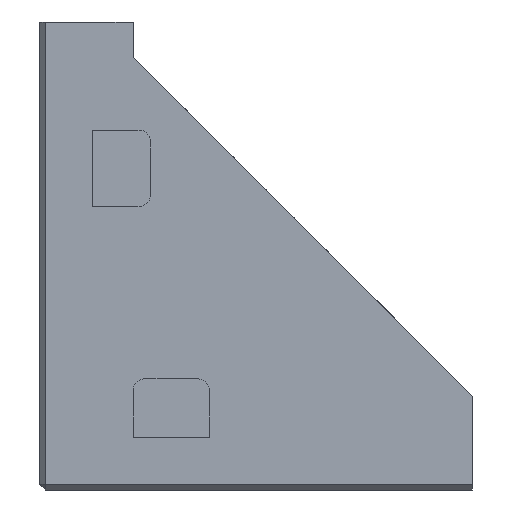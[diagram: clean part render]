
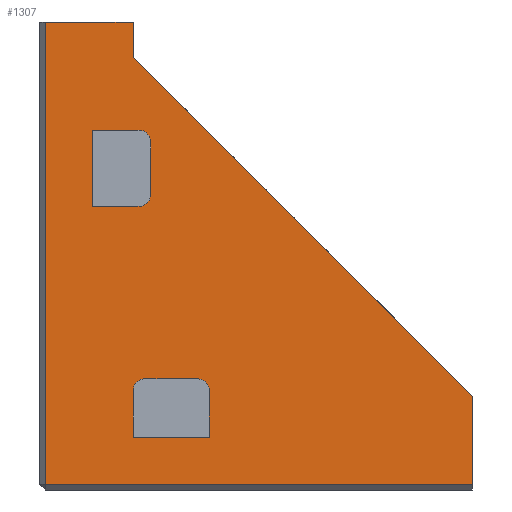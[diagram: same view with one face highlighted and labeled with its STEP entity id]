
A CAD part, front view. The second image highlights one B-rep face of the part: STEP entity #1307.
In plain terms, the highlighted planar face has unit normal (0, -1, 0).
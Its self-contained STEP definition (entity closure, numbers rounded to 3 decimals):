
#12 = LINE ( 'NONE', #584, #1968 ) ;
#83 = VERTEX_POINT ( 'NONE', #98 ) ;
#98 = CARTESIAN_POINT ( 'NONE',  ( -10.5, 0., 18.5 ) ) ;
#157 = CARTESIAN_POINT ( 'NONE',  ( -4., 0., -10. ) ) ;
#165 = DIRECTION ( 'NONE',  ( 1., 0., 0. ) ) ;
#184 = DIRECTION ( 'NONE',  ( 0., 1., 0. ) ) ;
#197 = DIRECTION ( 'NONE',  ( 0., 0., 1. ) ) ;
#201 = DIRECTION ( 'NONE',  ( 0., 0., 1. ) ) ;
#224 = EDGE_CURVE ( 'NONE', #2573, #2139, #2635, .T. ) ;
#232 = DIRECTION ( 'NONE',  ( -1., 0., 0. ) ) ;
#253 = CARTESIAN_POINT ( 'NONE',  ( -5., 0., -9. ) ) ;
#260 = EDGE_CURVE ( 'NONE', #1942, #3080, #1860, .T. ) ;
#263 = DIRECTION ( 'NONE',  ( 0., 0., 1. ) ) ;
#272 = DIRECTION ( 'NONE',  ( 0., 0., 1. ) ) ;
#282 = EDGE_CURVE ( 'NONE', #1618, #1211, #384, .T. ) ;
#310 = CARTESIAN_POINT ( 'NONE',  ( -18.5, 0., -18. ) ) ;
#335 = VERTEX_POINT ( 'NONE', #2465 ) ;
#366 = LINE ( 'NONE', #2072, #1738 ) ;
#381 = EDGE_LOOP ( 'NONE', ( #1645, #1359, #1819, #720, #1006, #3380 ) ) ;
#384 = LINE ( 'NONE', #2745, #950 ) ;
#395 = VERTEX_POINT ( 'NONE', #1188 ) ;
#410 = AXIS2_PLACEMENT_3D ( 'NONE', #441, #1994, #197 ) ;
#441 = CARTESIAN_POINT ( 'NONE',  ( -9.5, 0., -10. ) ) ;
#572 = LINE ( 'NONE', #2963, #1247 ) ;
#576 = AXIS2_PLACEMENT_3D ( 'NONE', #872, #3016, #3269 ) ;
#582 = VECTOR ( 'NONE', #1711, 1000. ) ;
#584 = CARTESIAN_POINT ( 'NONE',  ( -8.75, 0., -14. ) ) ;
#595 = ORIENTED_EDGE ( 'NONE', *, *, #1764, .F. ) ;
#597 = DIRECTION ( 'NONE',  ( 0., 0., 1. ) ) ;
#662 = CARTESIAN_POINT ( 'NONE',  ( -10.5, 0., -10. ) ) ;
#668 = VERTEX_POINT ( 'NONE', #2856 ) ;
#690 = EDGE_CURVE ( 'NONE', #1922, #741, #3478, .T. ) ;
#700 = CARTESIAN_POINT ( 'NONE',  ( 18.5, 0., -18. ) ) ;
#703 = EDGE_CURVE ( 'NONE', #741, #2573, #2703, .T. ) ;
#720 = ORIENTED_EDGE ( 'NONE', *, *, #2459, .T. ) ;
#736 = VERTEX_POINT ( 'NONE', #2564 ) ;
#741 = VERTEX_POINT ( 'NONE', #253 ) ;
#808 = FACE_BOUND ( 'NONE', #381, .T. ) ;
#818 = AXIS2_PLACEMENT_3D ( 'NONE', #3528, #184, #201 ) ;
#823 = DIRECTION ( 'NONE',  ( 1., 0., 0. ) ) ;
#829 = ORIENTED_EDGE ( 'NONE', *, *, #260, .F. ) ;
#838 = ORIENTED_EDGE ( 'NONE', *, *, #2586, .T. ) ;
#872 = CARTESIAN_POINT ( 'NONE',  ( -5., 0., -10. ) ) ;
#886 = VERTEX_POINT ( 'NONE', #662 ) ;
#888 = FACE_OUTER_BOUND ( 'NONE', #1400, .T. ) ;
#950 = VECTOR ( 'NONE', #263, 1000. ) ;
#964 = CARTESIAN_POINT ( 'NONE',  ( -18., 0., 18.5 ) ) ;
#978 = FACE_BOUND ( 'NONE', #1458, .T. ) ;
#1006 = ORIENTED_EDGE ( 'NONE', *, *, #3101, .T. ) ;
#1016 = VECTOR ( 'NONE', #1375, 1000. ) ;
#1131 = VERTEX_POINT ( 'NONE', #2834 ) ;
#1163 = EDGE_CURVE ( 'NONE', #1870, #886, #2813, .T. ) ;
#1175 = ORIENTED_EDGE ( 'NONE', *, *, #703, .T. ) ;
#1188 = CARTESIAN_POINT ( 'NONE',  ( -18., 0., -18. ) ) ;
#1211 = VERTEX_POINT ( 'NONE', #2513 ) ;
#1247 = VECTOR ( 'NONE', #1254, 1000. ) ;
#1254 = DIRECTION ( 'NONE',  ( -1., 0., 0. ) ) ;
#1273 = LINE ( 'NONE', #310, #1797 ) ;
#1289 = VECTOR ( 'NONE', #3523, 1000. ) ;
#1307 = ADVANCED_FACE ( 'NONE', ( #808, #978, #888 ), #1331, .T. ) ;
#1331 = PLANE ( 'NONE',  #2007 ) ;
#1359 = ORIENTED_EDGE ( 'NONE', *, *, #2440, .T. ) ;
#1375 = DIRECTION ( 'NONE',  ( 0., 0., -1. ) ) ;
#1400 = EDGE_LOOP ( 'NONE', ( #595, #838, #2823, #1988, #829, #3525 ) ) ;
#1405 = LINE ( 'NONE', #3564, #1951 ) ;
#1407 = EDGE_CURVE ( 'NONE', #2311, #1131, #366, .T. ) ;
#1419 = CARTESIAN_POINT ( 'NONE',  ( -4., 0., -14. ) ) ;
#1458 = EDGE_LOOP ( 'NONE', ( #1175, #3110, #2660, #1609, #1850, #2169 ) ) ;
#1476 = CARTESIAN_POINT ( 'NONE',  ( 0., 0., 0. ) ) ;
#1497 = DIRECTION ( 'NONE',  ( 0., 0., 1. ) ) ;
#1501 = EDGE_CURVE ( 'NONE', #395, #1942, #3510, .T. ) ;
#1555 = AXIS2_PLACEMENT_3D ( 'NONE', #3512, #3521, #597 ) ;
#1557 = CARTESIAN_POINT ( 'NONE',  ( -18., 0., 21.5 ) ) ;
#1609 = ORIENTED_EDGE ( 'NONE', *, *, #1163, .T. ) ;
#1612 = DIRECTION ( 'NONE',  ( 0., -1., 0. ) ) ;
#1618 = VERTEX_POINT ( 'NONE', #2445 ) ;
#1633 = DIRECTION ( 'NONE',  ( 0., 0., -1. ) ) ;
#1645 = ORIENTED_EDGE ( 'NONE', *, *, #2729, .T. ) ;
#1711 = DIRECTION ( 'NONE',  ( 0., 0., 1. ) ) ;
#1738 = VECTOR ( 'NONE', #3198, 1000. ) ;
#1764 = EDGE_CURVE ( 'NONE', #3374, #395, #1273, .T. ) ;
#1797 = VECTOR ( 'NONE', #232, 1000. ) ;
#1819 = ORIENTED_EDGE ( 'NONE', *, *, #282, .T. ) ;
#1848 = LINE ( 'NONE', #3072, #2543 ) ;
#1850 = ORIENTED_EDGE ( 'NONE', *, *, #2989, .T. ) ;
#1860 = LINE ( 'NONE', #2705, #2464 ) ;
#1870 = VERTEX_POINT ( 'NONE', #2634 ) ;
#1877 = CARTESIAN_POINT ( 'NONE',  ( -10.5, 0., 21.5 ) ) ;
#1922 = VERTEX_POINT ( 'NONE', #3473 ) ;
#1942 = VERTEX_POINT ( 'NONE', #1557 ) ;
#1951 = VECTOR ( 'NONE', #823, 1000. ) ;
#1968 = VECTOR ( 'NONE', #3081, 1000. ) ;
#1986 = CARTESIAN_POINT ( 'NONE',  ( -10.5, 0., -14. ) ) ;
#1988 = ORIENTED_EDGE ( 'NONE', *, *, #2486, .F. ) ;
#1994 = DIRECTION ( 'NONE',  ( 0., 1., 0. ) ) ;
#2007 = AXIS2_PLACEMENT_3D ( 'NONE', #1476, #1612, #1497 ) ;
#2059 = CARTESIAN_POINT ( 'NONE',  ( -10.5, 0., 21.5 ) ) ;
#2072 = CARTESIAN_POINT ( 'NONE',  ( -9., 0., 7.4 ) ) ;
#2139 = VERTEX_POINT ( 'NONE', #1419 ) ;
#2169 = ORIENTED_EDGE ( 'NONE', *, *, #690, .T. ) ;
#2199 = EDGE_CURVE ( 'NONE', #83, #335, #1848, .T. ) ;
#2212 = CARTESIAN_POINT ( 'NONE',  ( 18.5, 0., -18.5 ) ) ;
#2311 = VERTEX_POINT ( 'NONE', #2421 ) ;
#2385 = EDGE_CURVE ( 'NONE', #2139, #1870, #12, .T. ) ;
#2421 = CARTESIAN_POINT ( 'NONE',  ( -9., 0., 11.25 ) ) ;
#2440 = EDGE_CURVE ( 'NONE', #736, #1618, #572, .T. ) ;
#2445 = CARTESIAN_POINT ( 'NONE',  ( -14., 0., 5.75 ) ) ;
#2459 = EDGE_CURVE ( 'NONE', #1211, #668, #1405, .T. ) ;
#2464 = VECTOR ( 'NONE', #165, 1000. ) ;
#2465 = CARTESIAN_POINT ( 'NONE',  ( 18.5, 0., -10.5 ) ) ;
#2486 = EDGE_CURVE ( 'NONE', #3080, #83, #2651, .T. ) ;
#2513 = CARTESIAN_POINT ( 'NONE',  ( -14., 0., 12.25 ) ) ;
#2529 = VECTOR ( 'NONE', #272, 1000. ) ;
#2543 = VECTOR ( 'NONE', #2741, 1000. ) ;
#2564 = CARTESIAN_POINT ( 'NONE',  ( -10., 0., 5.75 ) ) ;
#2573 = VERTEX_POINT ( 'NONE', #157 ) ;
#2586 = EDGE_CURVE ( 'NONE', #3374, #335, #2897, .T. ) ;
#2605 = CIRCLE ( 'NONE', #410, 1. ) ;
#2615 = CARTESIAN_POINT ( 'NONE',  ( -5.65, 0., -9. ) ) ;
#2634 = CARTESIAN_POINT ( 'NONE',  ( -10.5, 0., -14. ) ) ;
#2635 = LINE ( 'NONE', #3158, #3288 ) ;
#2651 = LINE ( 'NONE', #1877, #1016 ) ;
#2660 = ORIENTED_EDGE ( 'NONE', *, *, #2385, .T. ) ;
#2703 = CIRCLE ( 'NONE', #576, 1. ) ;
#2705 = CARTESIAN_POINT ( 'NONE',  ( 0., 0., 21.5 ) ) ;
#2728 = VECTOR ( 'NONE', #2830, 1000. ) ;
#2729 = EDGE_CURVE ( 'NONE', #1131, #736, #3163, .T. ) ;
#2741 = DIRECTION ( 'NONE',  ( 0.707, 0., -0.707 ) ) ;
#2745 = CARTESIAN_POINT ( 'NONE',  ( -14., 0., 10.5 ) ) ;
#2813 = LINE ( 'NONE', #1986, #582 ) ;
#2823 = ORIENTED_EDGE ( 'NONE', *, *, #2199, .F. ) ;
#2830 = DIRECTION ( 'NONE',  ( 0., 0., 1. ) ) ;
#2834 = CARTESIAN_POINT ( 'NONE',  ( -9., 0., 6.75 ) ) ;
#2856 = CARTESIAN_POINT ( 'NONE',  ( -10., 0., 12.25 ) ) ;
#2897 = LINE ( 'NONE', #2212, #2529 ) ;
#2963 = CARTESIAN_POINT ( 'NONE',  ( -10., 0., 5.75 ) ) ;
#2989 = EDGE_CURVE ( 'NONE', #886, #1922, #2605, .T. ) ;
#3016 = DIRECTION ( 'NONE',  ( 0., 1., 0. ) ) ;
#3072 = CARTESIAN_POINT ( 'NONE',  ( 18.5, 0., -10.5 ) ) ;
#3080 = VERTEX_POINT ( 'NONE', #2059 ) ;
#3081 = DIRECTION ( 'NONE',  ( -1., 0., 0. ) ) ;
#3101 = EDGE_CURVE ( 'NONE', #668, #2311, #3247, .T. ) ;
#3110 = ORIENTED_EDGE ( 'NONE', *, *, #224, .T. ) ;
#3158 = CARTESIAN_POINT ( 'NONE',  ( -4., 0., -10. ) ) ;
#3163 = CIRCLE ( 'NONE', #1555, 1. ) ;
#3198 = DIRECTION ( 'NONE',  ( 0., 0., -1. ) ) ;
#3247 = CIRCLE ( 'NONE', #818, 1. ) ;
#3269 = DIRECTION ( 'NONE',  ( 0., 0., 1. ) ) ;
#3288 = VECTOR ( 'NONE', #1633, 1000. ) ;
#3374 = VERTEX_POINT ( 'NONE', #700 ) ;
#3380 = ORIENTED_EDGE ( 'NONE', *, *, #1407, .T. ) ;
#3473 = CARTESIAN_POINT ( 'NONE',  ( -9.5, 0., -9. ) ) ;
#3478 = LINE ( 'NONE', #2615, #1289 ) ;
#3510 = LINE ( 'NONE', #964, #2728 ) ;
#3512 = CARTESIAN_POINT ( 'NONE',  ( -10., 0., 6.75 ) ) ;
#3521 = DIRECTION ( 'NONE',  ( 0., 1., 0. ) ) ;
#3523 = DIRECTION ( 'NONE',  ( 1., 0., 0. ) ) ;
#3525 = ORIENTED_EDGE ( 'NONE', *, *, #1501, .F. ) ;
#3528 = CARTESIAN_POINT ( 'NONE',  ( -10., 0., 11.25 ) ) ;
#3564 = CARTESIAN_POINT ( 'NONE',  ( -14., 0., 12.25 ) ) ;
